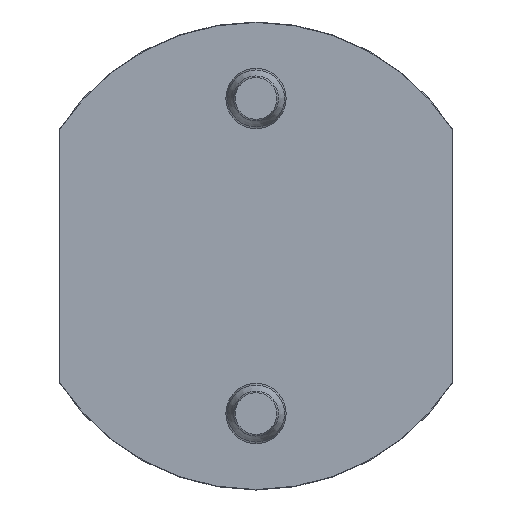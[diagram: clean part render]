
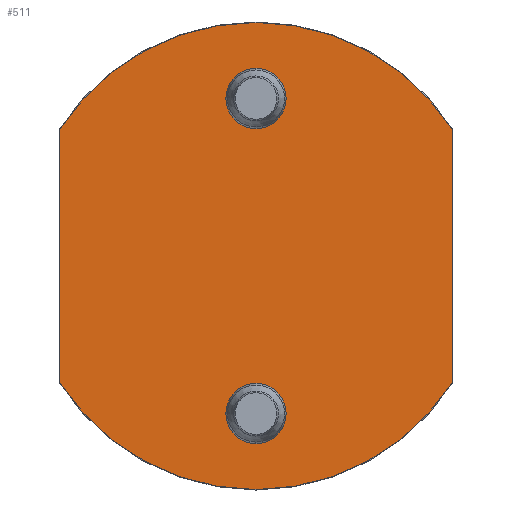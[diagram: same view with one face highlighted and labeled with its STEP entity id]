
A CAD part, front view. The second image highlights one B-rep face of the part: STEP entity #511.
In plain terms, the highlighted planar face has unit normal (0, -1, 0).
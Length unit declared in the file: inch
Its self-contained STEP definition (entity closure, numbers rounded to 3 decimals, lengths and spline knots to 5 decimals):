
#34=FACE_BOUND('',#149,.T.);
#35=FACE_BOUND('',#150,.T.);
#48=CIRCLE('',#574,0.09921);
#49=CIRCLE('',#575,0.09921);
#50=CIRCLE('',#576,0.0128);
#51=CIRCLE('',#577,0.0128);
#110=FACE_OUTER_BOUND('',#148,.T.);
#148=EDGE_LOOP('',(#346,#347,#348,#349));
#149=EDGE_LOOP('',(#350));
#150=EDGE_LOOP('',(#351));
#204=LINE('',#875,#220);
#205=LINE('',#879,#221);
#220=VECTOR('',#681,39.37008);
#221=VECTOR('',#684,39.37008);
#240=VERTEX_POINT('',#873);
#241=VERTEX_POINT('',#874);
#242=VERTEX_POINT('',#876);
#243=VERTEX_POINT('',#878);
#244=VERTEX_POINT('',#881);
#245=VERTEX_POINT('',#883);
#280=EDGE_CURVE('',#240,#241,#204,.T.);
#281=EDGE_CURVE('',#241,#242,#48,.T.);
#282=EDGE_CURVE('',#242,#243,#205,.T.);
#283=EDGE_CURVE('',#243,#240,#49,.T.);
#284=EDGE_CURVE('',#244,#244,#50,.T.);
#285=EDGE_CURVE('',#245,#245,#51,.T.);
#346=ORIENTED_EDGE('',*,*,#280,.T.);
#347=ORIENTED_EDGE('',*,*,#281,.T.);
#348=ORIENTED_EDGE('',*,*,#282,.T.);
#349=ORIENTED_EDGE('',*,*,#283,.T.);
#350=ORIENTED_EDGE('',*,*,#284,.F.);
#351=ORIENTED_EDGE('',*,*,#285,.F.);
#464=PLANE('',#573);
#511=ADVANCED_FACE('',(#110,#34,#35),#464,.T.);
#573=AXIS2_PLACEMENT_3D('',#872,#679,#680);
#574=AXIS2_PLACEMENT_3D('',#877,#682,#683);
#575=AXIS2_PLACEMENT_3D('',#880,#685,#686);
#576=AXIS2_PLACEMENT_3D('',#882,#687,#688);
#577=AXIS2_PLACEMENT_3D('',#884,#689,#690);
#679=DIRECTION('center_axis',(0.,-1.,0.));
#680=DIRECTION('ref_axis',(-1.,0.,0.));
#681=DIRECTION('',(0.,0.,-1.));
#682=DIRECTION('center_axis',(0.,-1.,0.));
#683=DIRECTION('ref_axis',(-1.,0.,0.));
#684=DIRECTION('',(0.,0.,1.));
#685=DIRECTION('center_axis',(0.,-1.,0.));
#686=DIRECTION('ref_axis',(-1.,0.,0.));
#687=DIRECTION('center_axis',(0.,-1.,0.));
#688=DIRECTION('ref_axis',(1.,0.,0.));
#689=DIRECTION('center_axis',(0.,-1.,0.));
#690=DIRECTION('ref_axis',(1.,0.,0.));
#872=CARTESIAN_POINT('Origin',(0.,-0.06791,0.));
#873=CARTESIAN_POINT('',(-0.08346,-0.06791,0.05364));
#874=CARTESIAN_POINT('',(-0.08346,-0.06791,-0.05364));
#875=CARTESIAN_POINT('',(-0.08346,-0.06791,0.));
#876=CARTESIAN_POINT('',(0.08346,-0.06791,-0.05364));
#877=CARTESIAN_POINT('Origin',(0.,-0.06791,0.));
#878=CARTESIAN_POINT('',(0.08346,-0.06791,0.05364));
#879=CARTESIAN_POINT('',(0.08346,-0.06791,0.));
#880=CARTESIAN_POINT('Origin',(0.,-0.06791,0.));
#881=CARTESIAN_POINT('',(0.0128,-0.06791,0.06693));
#882=CARTESIAN_POINT('Origin',(0.,-0.06791,0.06693));
#883=CARTESIAN_POINT('',(0.0128,-0.06791,-0.06693));
#884=CARTESIAN_POINT('Origin',(0.,-0.06791,-0.06693));
